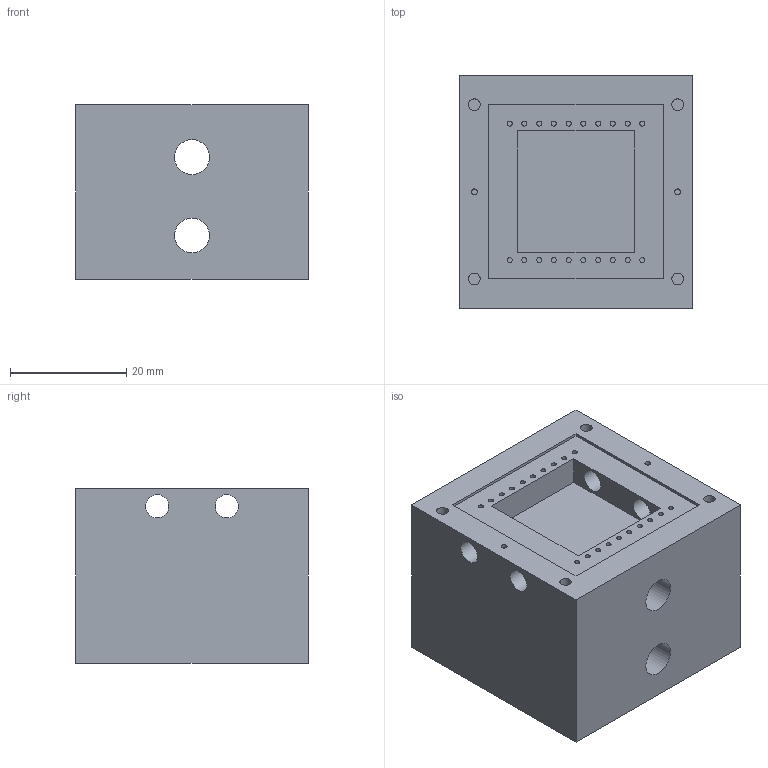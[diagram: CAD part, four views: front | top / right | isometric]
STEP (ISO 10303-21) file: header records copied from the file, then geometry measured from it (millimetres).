
FILE_DESCRIPTION(('FreeCAD Model'),'2;1');
FILE_NAME('substrate_holder1.2.step','2020-11-24T10:57:35',('Author') ,(''),'Open CASCADE STEP processor 7.3','FreeCAD','Unknown');
FILE_SCHEMA(('AUTOMOTIVE_DESIGN { 1 0 10303 214 1 1 1 1 }'));
Length unit declared in the file: millimetre
Products named in the file (1): difference031
Bounding box: 40 x 40 x 30 mm (x, y, z)
Volume: 42643 mm3; surface area: 10378.1 mm2
Topology: 1 solids, 1 shells, 74 faces, 132 edges, 88 vertices
Faces by surface type: plane 42, cylinder 32
Full cylindrical faces by diameter (mm): 0.864 x20, 1 x2, 2 x4, 4 x4, 6 x2
Entity records: 4086 total; most frequent: CARTESIAN_POINT 599, DIRECTION 590, ORIENTED_EDGE 264, PCURVE 264, DEFINITIONAL_REPRESENTATION 264, LINE 252, VECTOR 252, AXIS2_PLACEMENT_3D 139
